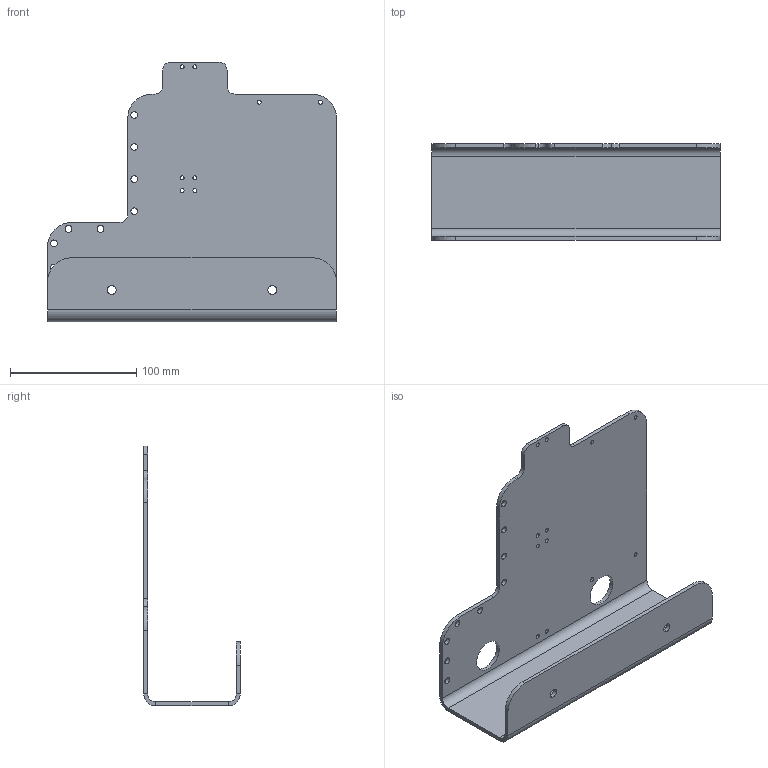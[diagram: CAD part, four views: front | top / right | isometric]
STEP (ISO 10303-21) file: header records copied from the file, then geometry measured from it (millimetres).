
FILE_DESCRIPTION (( 'STEP AP214' ), '1' );
FILE_NAME ('Bottom Bracket.STEP', '2025-02-03T19:44:21', ( '' ), ( '' ), 'SwSTEP 2.0', 'SolidWorks 2018', '' );
FILE_SCHEMA (( 'AUTOMOTIVE_DESIGN' ));
Length unit declared in the file: inch
Products named in the file (1): Bottom Bracket
Bounding box: 228.6 x 76.2 x 205.74 mm (x, y, z)
Volume: 191511.8 mm3; surface area: 125453.5 mm2
Topology: 1 solids, 1 shells, 88 faces, 242 edges, 156 vertices
Faces by surface type: cylinder 64, plane 24
Entity records: 2986 total; most frequent: DIRECTION 548, CARTESIAN_POINT 487, ORIENTED_EDGE 484, EDGE_CURVE 242, AXIS2_PLACEMENT_3D 217, VERTEX_POINT 156, EDGE_LOOP 138, CIRCLE 128
